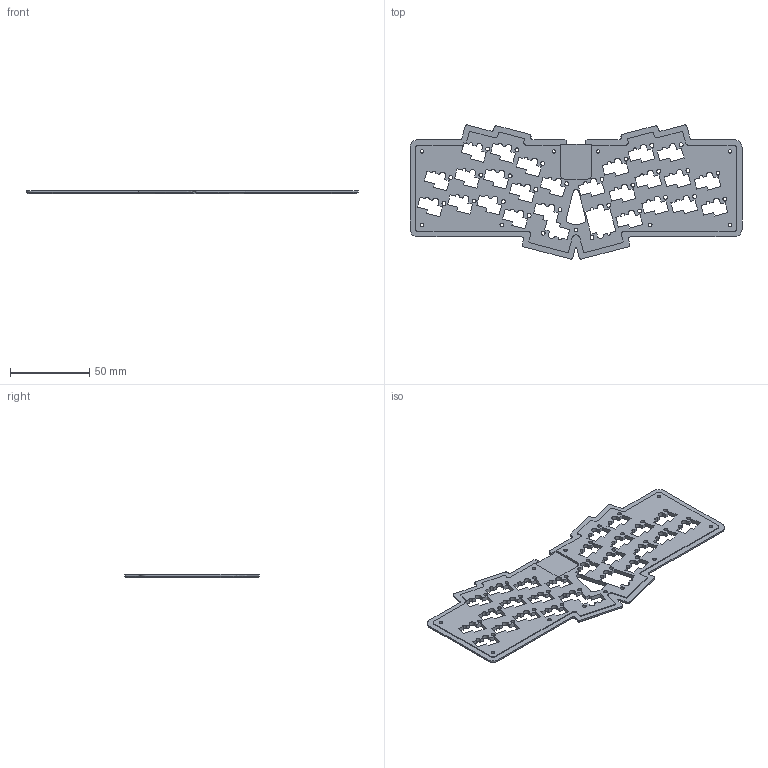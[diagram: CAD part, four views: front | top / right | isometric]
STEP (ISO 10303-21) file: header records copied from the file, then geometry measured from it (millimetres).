
FILE_DESCRIPTION(('FreeCAD Model'),'2;1');
FILE_NAME('Open CASCADE Shape Model','2025-01-21T13:09:07',(''),(''), 'Open CASCADE STEP processor 7.8','FreeCAD','Unknown');
FILE_SCHEMA(('AUTOMOTIVE_DESIGN { 1 0 10303 214 1 1 1 1 }'));
Length unit declared in the file: millimetre
Products named in the file (1): Bottom
Bounding box: 210.09 x 84.88 x 2.5 mm (x, y, z)
Volume: 23962 mm3; surface area: 26426.8 mm2
Topology: 1 solids, 1 shells, 524 faces, 1492 edges, 978 vertices
Faces by surface type: plane 347, cylinder 154, cone 23
Full cylindrical faces by diameter (mm): 2.2 x9, 2.5 x28, 4.4 x9
Entity records: 17225 total; most frequent: CARTESIAN_POINT 2995, ORIENTED_EDGE 2984, DIRECTION 2873, EDGE_CURVE 1492, LINE 1161, VECTOR 1161, VERTEX_POINT 978, AXIS2_PLACEMENT_3D 856
